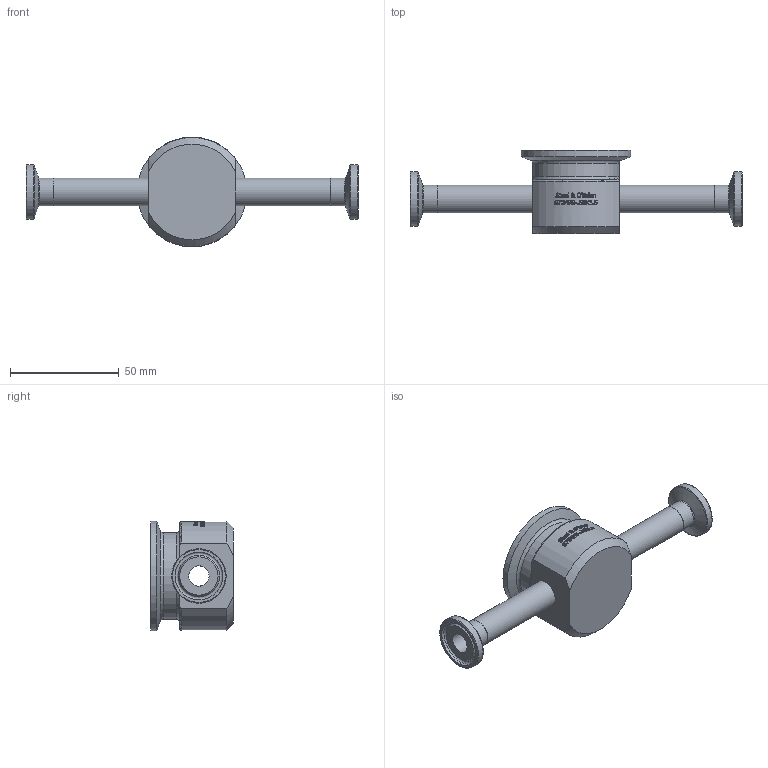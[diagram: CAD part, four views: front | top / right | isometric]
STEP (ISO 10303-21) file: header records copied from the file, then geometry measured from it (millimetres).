
FILE_DESCRIPTION(/* description */ (''),/* implementation_level */ '2;1');
FILE_NAME(/* name */ 'S7IMPS-.50X15.stp',/* time_stamp */ '2018-11-30T14:27:15-05:00',/* author */ ('rick'),/* organization */ (''),/* preprocessor_version */ 'ST-DEVELOPER v15.2',/* originating_system */ 'Autodesk Inventor 2014',/* authorisation */ '');
FILE_SCHEMA (('AUTOMOTIVE_DESIGN { 1 0 10303 214 3 1 1 }'));
Length unit declared in the file: inch
Products named in the file (1): S7IMPS-.50X15
Bounding box: 152.43 x 38.1 x 50.39 mm (x, y, z)
Volume: 47583.7 mm3; surface area: 22410.2 mm2
Topology: 1 solids, 1 shells, 476 faces, 1259 edges, 831 vertices
Faces by surface type: bspline 198, plane 191, cylinder 54, torus 22, cone 11
Full cylindrical faces by diameter (mm): 9.398 x3, 12.7 x4, 21.895 x2, 24.994 x2, 34.798 x1, 39.7 x1, 50.394 x1
Entity records: 18312 total; most frequent: CARTESIAN_POINT 7754, ORIENTED_EDGE 2430, DIRECTION 1626, EDGE_CURVE 1215, VERTEX_POINT 825, EDGE_LOOP 564, AXIS2_PLACEMENT_3D 548, LINE 530
